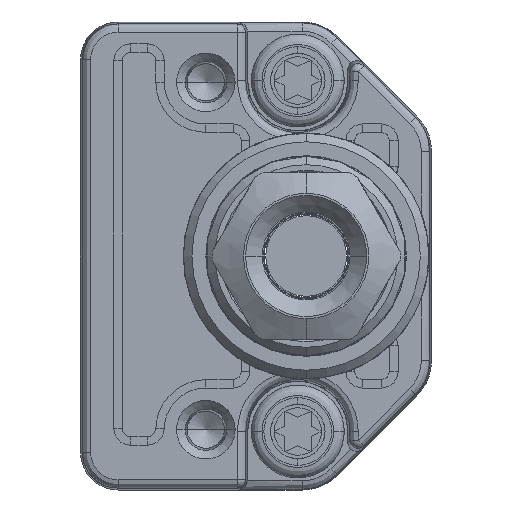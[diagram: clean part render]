
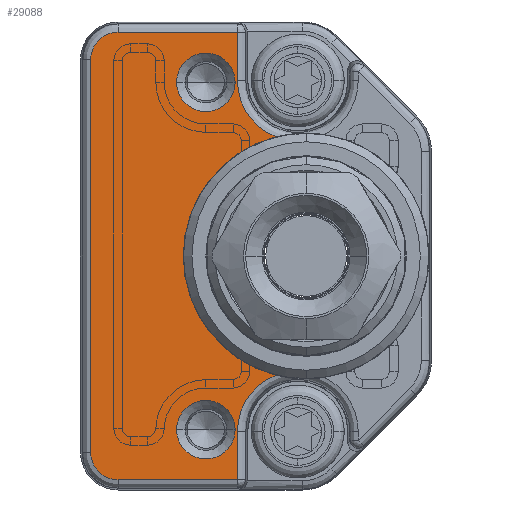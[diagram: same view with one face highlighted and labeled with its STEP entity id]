
A CAD part, left-side view. The second image highlights one B-rep face of the part: STEP entity #29088.
In plain terms, the highlighted planar face has unit normal (-1, 0, 0).
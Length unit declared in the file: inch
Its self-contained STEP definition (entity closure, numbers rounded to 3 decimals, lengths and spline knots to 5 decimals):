
#4950=DIRECTION('',(0.,0.,1.));
#4951=VECTOR('',#4950,0.11381);
#4952=CARTESIAN_POINT('',(-0.51181,0.45723,
-0.5272));
#4953=LINE('',#4952,#4951);
#4954=DIRECTION('',(0.,-1.,0.));
#4955=VECTOR('',#4954,0.28096);
#4956=CARTESIAN_POINT('',(-0.51181,0.73819,
-0.5272));
#4957=LINE('',#4956,#4955);
#4958=CARTESIAN_POINT('',(-0.51181,0.73819,
-0.4626));
#4959=DIRECTION('',(-1.,0.,0.));
#4960=DIRECTION('',(0.,1.,0.));
#4961=AXIS2_PLACEMENT_3D('',#4958,#4959,#4960);
#4963=DIRECTION('',(0.,0.,-1.));
#4964=VECTOR('',#4963,0.9252);
#4965=CARTESIAN_POINT('',(-0.51181,0.80279,
0.4626));
#4966=LINE('',#4965,#4964);
#4967=CARTESIAN_POINT('',(-0.51181,0.73819,
0.4626));
#4968=DIRECTION('',(-1.,0.,0.));
#4969=DIRECTION('',(0.,0.,1.));
#4970=AXIS2_PLACEMENT_3D('',#4967,#4968,#4969);
#4972=DIRECTION('',(0.,1.,0.));
#4973=VECTOR('',#4972,0.28096);
#4974=CARTESIAN_POINT('',(-0.51181,0.45723,
0.5272));
#4975=LINE('',#4974,#4973);
#4976=DIRECTION('',(0.,0.,1.));
#4977=VECTOR('',#4976,0.11381);
#4978=CARTESIAN_POINT('',(-0.51181,0.45723,
0.41339));
#4979=LINE('',#4978,#4977);
#4980=CARTESIAN_POINT('',(-0.51181,0.31496,
0.41339));
#4981=DIRECTION('',(1.,0.,0.));
#4982=DIRECTION('',(0.,0.359,-0.933));
#4983=AXIS2_PLACEMENT_3D('',#4980,#4981,#4982);
#4985=CARTESIAN_POINT('',(-0.51181,0.29528,0.));
#4986=DIRECTION('',(-1.,0.,0.));
#4987=DIRECTION('',(0.,0.244,0.97));
#4988=AXIS2_PLACEMENT_3D('',#4985,#4986,#4987);
#4990=CARTESIAN_POINT('',(-0.51181,0.31496,
-0.41339));
#4991=DIRECTION('',(1.,0.,0.));
#4992=DIRECTION('',(0.,1.,0.));
#4993=AXIS2_PLACEMENT_3D('',#4990,#4991,#4992);
#4995=CARTESIAN_POINT('',(-0.51181,0.5315,
-0.40915));
#4996=DIRECTION('',(1.,0.,0.));
#4997=DIRECTION('',(0.,-1.,0.));
#4998=AXIS2_PLACEMENT_3D('',#4995,#4996,#4997);
#5000=CARTESIAN_POINT('',(-0.51181,0.5315,
-0.40915));
#5001=DIRECTION('',(1.,0.,0.));
#5002=DIRECTION('',(0.,1.,0.));
#5003=AXIS2_PLACEMENT_3D('',#5000,#5001,#5002);
#5005=CARTESIAN_POINT('',(-0.51181,0.5315,
0.40915));
#5006=DIRECTION('',(1.,0.,0.));
#5007=DIRECTION('',(0.,-1.,0.));
#5008=AXIS2_PLACEMENT_3D('',#5005,#5006,#5007);
#5010=CARTESIAN_POINT('',(-0.51181,0.5315,
0.40915));
#5011=DIRECTION('',(1.,0.,0.));
#5012=DIRECTION('',(0.,1.,0.));
#5013=AXIS2_PLACEMENT_3D('',#5010,#5011,#5012);
#20799=CARTESIAN_POINT('',(-0.51181,0.80279,
-0.4626));
#20800=CARTESIAN_POINT('',(-0.51181,0.73819,
-0.5272));
#20801=VERTEX_POINT('',#20799);
#20802=VERTEX_POINT('',#20800);
#20807=CARTESIAN_POINT('',(-0.51181,0.80279,
0.4626));
#20808=VERTEX_POINT('',#20807);
#20811=CARTESIAN_POINT('',(-0.51181,0.73819,
0.5272));
#20812=VERTEX_POINT('',#20811);
#20839=CARTESIAN_POINT('',(-0.51181,0.45723,
-0.5272));
#20840=CARTESIAN_POINT('',(-0.51181,0.45723,
-0.41339));
#20841=VERTEX_POINT('',#20839);
#20842=VERTEX_POINT('',#20840);
#20864=CARTESIAN_POINT('',(-0.51181,0.366,
-0.28059));
#20865=VERTEX_POINT('',#20864);
#20880=CARTESIAN_POINT('',(-0.51181,0.45723,
0.41339));
#20881=CARTESIAN_POINT('',(-0.51181,0.45723,
0.5272));
#20882=VERTEX_POINT('',#20880);
#20883=VERTEX_POINT('',#20881);
#20904=CARTESIAN_POINT('',(-0.51181,0.366,
0.28059));
#20905=VERTEX_POINT('',#20904);
#20948=CARTESIAN_POINT('',(-0.51181,0.4626,
-0.40915));
#20949=CARTESIAN_POINT('',(-0.51181,0.60039,
-0.40915));
#20950=VERTEX_POINT('',#20948);
#20951=VERTEX_POINT('',#20949);
#20956=CARTESIAN_POINT('',(-0.51181,0.4626,
0.40915));
#20957=CARTESIAN_POINT('',(-0.51181,0.60039,
0.40915));
#20958=VERTEX_POINT('',#20956);
#20959=VERTEX_POINT('',#20957);
#29051=CARTESIAN_POINT('',(-0.51181,0.,0.));
#29052=DIRECTION('',(-1.,0.,0.));
#29053=DIRECTION('',(0.,0.,1.));
#29054=AXIS2_PLACEMENT_3D('',#29051,#29052,#29053);
#29055=PLANE('',#29054);
#29057=ORIENTED_EDGE('',*,*,#29056,.F.);
#29059=ORIENTED_EDGE('',*,*,#29058,.F.);
#29061=ORIENTED_EDGE('',*,*,#29060,.F.);
#29063=ORIENTED_EDGE('',*,*,#29062,.F.);
#29065=ORIENTED_EDGE('',*,*,#29064,.F.);
#29067=ORIENTED_EDGE('',*,*,#29066,.F.);
#29068=ORIENTED_EDGE('',*,*,#29042,.F.);
#29069=ORIENTED_EDGE('',*,*,#29000,.F.);
#29071=ORIENTED_EDGE('',*,*,#29070,.T.);
#29073=ORIENTED_EDGE('',*,*,#29072,.F.);
#29074=EDGE_LOOP('',(#29057,#29059,#29061,#29063,#29065,#29067,#29068,#29069,
#29071,#29073));
#29075=FACE_OUTER_BOUND('',#29074,.F.);
#29077=ORIENTED_EDGE('',*,*,#29076,.F.);
#29079=ORIENTED_EDGE('',*,*,#29078,.F.);
#29080=EDGE_LOOP('',(#29077,#29079));
#29081=FACE_BOUND('',#29080,.F.);
#29083=ORIENTED_EDGE('',*,*,#29082,.F.);
#29085=ORIENTED_EDGE('',*,*,#29084,.F.);
#29086=EDGE_LOOP('',(#29083,#29085));
#29087=FACE_BOUND('',#29086,.F.);
#29088=ADVANCED_FACE('',(#29075,#29081,#29087),#29055,.T.);
#4962=CIRCLE('',#4961,0.0646);
#4971=CIRCLE('',#4970,0.0646);
#4984=CIRCLE('',#4983,0.14227);
#4989=CIRCLE('',#4988,0.28937);
#4994=CIRCLE('',#4993,0.14227);
#4999=CIRCLE('',#4998,0.0689);
#5004=CIRCLE('',#5003,0.0689);
#5009=CIRCLE('',#5008,0.0689);
#5014=CIRCLE('',#5013,0.0689);
#29000=EDGE_CURVE('',#20905,#20882,#4984,.T.);
#29042=EDGE_CURVE('',#20882,#20883,#4979,.T.);
#29056=EDGE_CURVE('',#20841,#20842,#4953,.T.);
#29058=EDGE_CURVE('',#20802,#20841,#4957,.T.);
#29060=EDGE_CURVE('',#20801,#20802,#4962,.T.);
#29062=EDGE_CURVE('',#20808,#20801,#4966,.T.);
#29064=EDGE_CURVE('',#20812,#20808,#4971,.T.);
#29066=EDGE_CURVE('',#20883,#20812,#4975,.T.);
#29070=EDGE_CURVE('',#20905,#20865,#4989,.T.);
#29072=EDGE_CURVE('',#20842,#20865,#4994,.T.);
#29076=EDGE_CURVE('',#20950,#20951,#4999,.T.);
#29078=EDGE_CURVE('',#20951,#20950,#5004,.T.);
#29082=EDGE_CURVE('',#20958,#20959,#5009,.T.);
#29084=EDGE_CURVE('',#20959,#20958,#5014,.T.);
